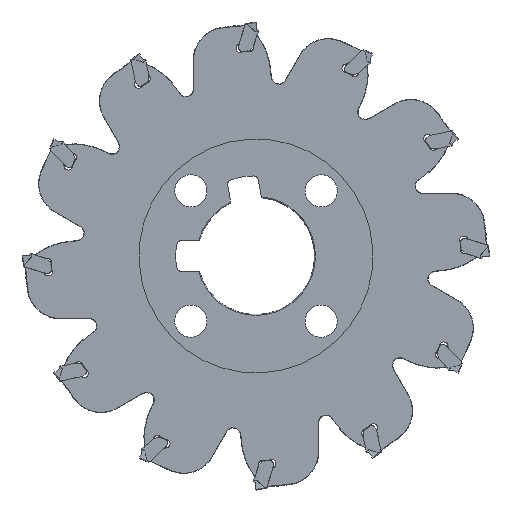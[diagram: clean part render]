
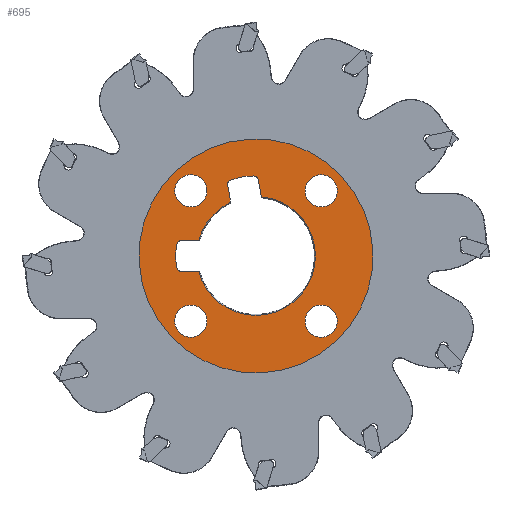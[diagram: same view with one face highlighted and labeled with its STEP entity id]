
A CAD part, top view. The second image highlights one B-rep face of the part: STEP entity #695.
In plain terms, the highlighted planar face has unit normal (0, 0, 1).
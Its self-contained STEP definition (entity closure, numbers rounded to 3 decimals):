
#180=PLANE('',#8541);
#345=FACE_BOUND('',#1732,.T.);
#346=FACE_BOUND('',#1733,.T.);
#347=FACE_BOUND('',#1734,.T.);
#348=FACE_BOUND('',#1735,.T.);
#349=FACE_BOUND('',#1736,.T.);
#350=FACE_BOUND('',#1737,.T.);
#695=ADVANCED_FACE('TB_SU_5',(#345,#346,#347,#348,#349,#350),#180,.T.);
#1732=EDGE_LOOP('',(#3882,#3883,#3884,#3885,#3886,#3887,#3888,#3889,#3890,
#3891,#3892,#3893,#3894,#3895,#3896,#3897,#3898,#3899));
#1733=EDGE_LOOP('',(#3900));
#1734=EDGE_LOOP('',(#3901));
#1735=EDGE_LOOP('',(#3902));
#1736=EDGE_LOOP('',(#3903));
#1737=EDGE_LOOP('',(#3904));
#2276=LINE('',#12786,#2896);
#2277=LINE('',#12794,#2897);
#2278=LINE('',#12806,#2898);
#2279=LINE('',#12814,#2899);
#2896=VECTOR('',#9872,1.);
#2897=VECTOR('',#9879,1.);
#2898=VECTOR('',#9890,1.);
#2899=VECTOR('',#9897,1.);
#3882=ORIENTED_EDGE('',*,*,#6932,.F.);
#3883=ORIENTED_EDGE('',*,*,#6933,.T.);
#3884=ORIENTED_EDGE('',*,*,#6934,.T.);
#3885=ORIENTED_EDGE('',*,*,#6935,.F.);
#3886=ORIENTED_EDGE('',*,*,#6936,.T.);
#3887=ORIENTED_EDGE('',*,*,#6937,.F.);
#3888=ORIENTED_EDGE('',*,*,#6938,.T.);
#3889=ORIENTED_EDGE('',*,*,#6939,.T.);
#3890=ORIENTED_EDGE('',*,*,#6940,.F.);
#3891=ORIENTED_EDGE('',*,*,#6941,.F.);
#3892=ORIENTED_EDGE('',*,*,#6942,.F.);
#3893=ORIENTED_EDGE('',*,*,#6943,.T.);
#3894=ORIENTED_EDGE('',*,*,#6944,.T.);
#3895=ORIENTED_EDGE('',*,*,#6945,.F.);
#3896=ORIENTED_EDGE('',*,*,#6946,.T.);
#3897=ORIENTED_EDGE('',*,*,#6947,.F.);
#3898=ORIENTED_EDGE('',*,*,#6948,.T.);
#3899=ORIENTED_EDGE('',*,*,#6949,.T.);
#3900=ORIENTED_EDGE('',*,*,#6950,.T.);
#3901=ORIENTED_EDGE('',*,*,#6951,.T.);
#3902=ORIENTED_EDGE('',*,*,#6952,.F.);
#3903=ORIENTED_EDGE('',*,*,#6953,.T.);
#3904=ORIENTED_EDGE('',*,*,#6954,.T.);
#6110=VERTEX_POINT('',#12782);
#6111=VERTEX_POINT('',#12783);
#6112=VERTEX_POINT('',#12785);
#6113=VERTEX_POINT('',#12787);
#6114=VERTEX_POINT('',#12789);
#6115=VERTEX_POINT('',#12791);
#6116=VERTEX_POINT('',#12793);
#6117=VERTEX_POINT('',#12795);
#6118=VERTEX_POINT('',#12797);
#6119=VERTEX_POINT('',#12799);
#6120=VERTEX_POINT('',#12801);
#6121=VERTEX_POINT('',#12803);
#6122=VERTEX_POINT('',#12805);
#6123=VERTEX_POINT('',#12807);
#6124=VERTEX_POINT('',#12809);
#6125=VERTEX_POINT('',#12811);
#6126=VERTEX_POINT('',#12813);
#6127=VERTEX_POINT('',#12815);
#6128=VERTEX_POINT('',#12818);
#6129=VERTEX_POINT('',#12820);
#6130=VERTEX_POINT('',#12822);
#6131=VERTEX_POINT('',#12824);
#6132=VERTEX_POINT('',#12826);
#6932=EDGE_CURVE('',#6110,#6111,#7862,.T.);
#6933=EDGE_CURVE('',#6110,#6112,#7863,.T.);
#6934=EDGE_CURVE('',#6112,#6113,#2276,.T.);
#6935=EDGE_CURVE('',#6114,#6113,#7864,.T.);
#6936=EDGE_CURVE('',#6114,#6115,#7865,.T.);
#6937=EDGE_CURVE('',#6116,#6115,#7866,.T.);
#6938=EDGE_CURVE('',#6116,#6117,#2277,.T.);
#6939=EDGE_CURVE('',#6117,#6118,#7867,.T.);
#6940=EDGE_CURVE('',#6119,#6118,#7868,.T.);
#6941=EDGE_CURVE('',#6120,#6119,#7869,.T.);
#6942=EDGE_CURVE('',#6121,#6120,#7870,.T.);
#6943=EDGE_CURVE('',#6121,#6122,#7871,.T.);
#6944=EDGE_CURVE('',#6122,#6123,#2278,.T.);
#6945=EDGE_CURVE('',#6124,#6123,#7872,.T.);
#6946=EDGE_CURVE('',#6124,#6125,#7873,.T.);
#6947=EDGE_CURVE('',#6126,#6125,#7874,.T.);
#6948=EDGE_CURVE('',#6126,#6127,#2279,.T.);
#6949=EDGE_CURVE('',#6127,#6111,#7875,.T.);
#6950=EDGE_CURVE('',#6128,#6128,#7876,.T.);
#6951=EDGE_CURVE('',#6129,#6129,#7877,.T.);
#6952=EDGE_CURVE('',#6130,#6130,#7878,.T.);
#6953=EDGE_CURVE('',#6131,#6131,#7879,.T.);
#6954=EDGE_CURVE('',#6132,#6132,#7880,.T.);
#7862=CIRCLE('',#8522,20.306);
#7863=CIRCLE('',#8523,0.5);
#7864=CIRCLE('',#8524,1.6);
#7865=CIRCLE('',#8525,22.);
#7866=CIRCLE('',#8526,1.6);
#7867=CIRCLE('',#8527,0.5);
#7868=CIRCLE('',#8528,20.306);
#7869=CIRCLE('',#8529,20.306);
#7870=CIRCLE('',#8530,20.306);
#7871=CIRCLE('',#8531,0.5);
#7872=CIRCLE('',#8532,1.6);
#7873=CIRCLE('',#8533,22.);
#7874=CIRCLE('',#8534,1.6);
#7875=CIRCLE('',#8535,0.5);
#7876=CIRCLE('',#8536,5.511);
#7877=CIRCLE('',#8537,5.511);
#7878=CIRCLE('',#8538,40.);
#7879=CIRCLE('',#8539,5.511);
#7880=CIRCLE('',#8540,5.511);
#8522=AXIS2_PLACEMENT_3D('',#12781,#9868,#9869);
#8523=AXIS2_PLACEMENT_3D('',#12784,#9870,#9871);
#8524=AXIS2_PLACEMENT_3D('',#12788,#9873,#9874);
#8525=AXIS2_PLACEMENT_3D('',#12790,#9875,#9876);
#8526=AXIS2_PLACEMENT_3D('',#12792,#9877,#9878);
#8527=AXIS2_PLACEMENT_3D('',#12796,#9880,#9881);
#8528=AXIS2_PLACEMENT_3D('',#12798,#9882,#9883);
#8529=AXIS2_PLACEMENT_3D('',#12800,#9884,#9885);
#8530=AXIS2_PLACEMENT_3D('',#12802,#9886,#9887);
#8531=AXIS2_PLACEMENT_3D('',#12804,#9888,#9889);
#8532=AXIS2_PLACEMENT_3D('',#12808,#9891,#9892);
#8533=AXIS2_PLACEMENT_3D('',#12810,#9893,#9894);
#8534=AXIS2_PLACEMENT_3D('',#12812,#9895,#9896);
#8535=AXIS2_PLACEMENT_3D('',#12816,#9898,#9899);
#8536=AXIS2_PLACEMENT_3D('',#12817,#9900,#9901);
#8537=AXIS2_PLACEMENT_3D('',#12819,#9902,#9903);
#8538=AXIS2_PLACEMENT_3D('',#12821,#9904,#9905);
#8539=AXIS2_PLACEMENT_3D('',#12823,#9906,#9907);
#8540=AXIS2_PLACEMENT_3D('',#12825,#9908,#9909);
#8541=AXIS2_PLACEMENT_3D('',#12827,#9910,#9911);
#9868=DIRECTION('',(0.,0.,1.));
#9869=DIRECTION('',(-0.292,-0.956,0.));
#9870=DIRECTION('',(0.,0.,1.));
#9871=DIRECTION('',(-0.292,-0.956,0.));
#9872=DIRECTION('',(-0.174,0.985,0.));
#9873=DIRECTION('',(0.,0.,1.));
#9874=DIRECTION('',(-0.292,-0.956,0.));
#9875=DIRECTION('',(0.,0.,-1.));
#9876=DIRECTION('',(-0.292,-0.956,0.));
#9877=DIRECTION('',(0.,0.,1.));
#9878=DIRECTION('',(-0.292,-0.956,0.));
#9879=DIRECTION('',(0.174,-0.985,0.));
#9880=DIRECTION('',(0.,0.,1.));
#9881=DIRECTION('',(-0.292,-0.956,0.));
#9882=DIRECTION('',(0.,0.,1.));
#9883=DIRECTION('',(-0.292,-0.956,0.));
#9884=DIRECTION('',(0.,0.,1.));
#9885=DIRECTION('',(-0.292,-0.956,0.));
#9886=DIRECTION('',(0.,0.,1.));
#9887=DIRECTION('',(-0.292,-0.956,0.));
#9888=DIRECTION('',(0.,0.,1.));
#9889=DIRECTION('',(-0.292,-0.956,0.));
#9890=DIRECTION('',(-1.,0.,0.));
#9891=DIRECTION('',(0.,0.,1.));
#9892=DIRECTION('',(-0.292,-0.956,0.));
#9893=DIRECTION('',(0.,0.,-1.));
#9894=DIRECTION('',(-0.292,-0.956,0.));
#9895=DIRECTION('',(0.,0.,1.));
#9896=DIRECTION('',(-0.292,-0.956,0.));
#9897=DIRECTION('',(1.,0.,0.));
#9898=DIRECTION('',(0.,0.,1.));
#9899=DIRECTION('',(-0.292,-0.956,0.));
#9900=DIRECTION('',(0.,0.,-1.));
#9901=DIRECTION('',(-0.292,-0.956,0.));
#9902=DIRECTION('',(0.,0.,-1.));
#9903=DIRECTION('',(-0.292,-0.956,0.));
#9904=DIRECTION('',(0.,0.,-1.));
#9905=DIRECTION('',(0.292,0.956,0.));
#9906=DIRECTION('',(0.,0.,-1.));
#9907=DIRECTION('',(-0.292,-0.956,0.));
#9908=DIRECTION('',(0.,0.,-1.));
#9909=DIRECTION('',(-0.292,-0.956,0.));
#9910=DIRECTION('',(0.,0.,1.));
#9911=DIRECTION('',(-0.292,-0.956,0.));
#12781=CARTESIAN_POINT('',(0.,0.,0.));
#12782=CARTESIAN_POINT('',(-8.651,18.371,0.));
#12783=CARTESIAN_POINT('',(-19.595,5.329,0.));
#12784=CARTESIAN_POINT('',(-9.15,18.349,0.));
#12785=CARTESIAN_POINT('',(-8.658,18.436,0.));
#12786=CARTESIAN_POINT('',(-6.45,5.916,0.));
#12787=CARTESIAN_POINT('',(-9.672,24.189,0.));
#12788=CARTESIAN_POINT('',(-8.097,24.466,0.));
#12789=CARTESIAN_POINT('',(-8.657,25.965,0.));
#12790=CARTESIAN_POINT('',(-0.945,5.361,0.));
#12791=CARTESIAN_POINT('',(-0.745,27.36,0.));
#12792=CARTESIAN_POINT('',(-0.76,25.76,0.));
#12793=CARTESIAN_POINT('',(0.816,26.038,0.));
#12794=CARTESIAN_POINT('',(4.038,7.765,0.));
#12795=CARTESIAN_POINT('',(1.83,20.285,0.));
#12796=CARTESIAN_POINT('',(2.323,20.372,0.));
#12797=CARTESIAN_POINT('',(1.846,20.222,0.));
#12798=CARTESIAN_POINT('',(0.,0.,0.));
#12799=CARTESIAN_POINT('',(20.306,0.,0.));
#12800=CARTESIAN_POINT('',(0.,0.,0.));
#12801=CARTESIAN_POINT('',(0.,-20.306,0.));
#12802=CARTESIAN_POINT('',(0.,0.,0.));
#12803=CARTESIAN_POINT('',(-19.595,-5.329,0.));
#12804=CARTESIAN_POINT('',(-19.659,-5.825,0.));
#12805=CARTESIAN_POINT('',(-19.659,-5.325,0.));
#12806=CARTESIAN_POINT('',(-40.,-5.325,0.));
#12807=CARTESIAN_POINT('',(-25.501,-5.325,0.));
#12808=CARTESIAN_POINT('',(-25.501,-3.725,0.));
#12809=CARTESIAN_POINT('',(-27.074,-4.017,0.));
#12810=CARTESIAN_POINT('',(-5.444,0.,0.));
#12811=CARTESIAN_POINT('',(-27.074,4.017,0.));
#12812=CARTESIAN_POINT('',(-25.501,3.725,0.));
#12813=CARTESIAN_POINT('',(-25.501,5.325,0.));
#12814=CARTESIAN_POINT('',(-40.,5.325,0.));
#12815=CARTESIAN_POINT('',(-19.659,5.325,0.));
#12816=CARTESIAN_POINT('',(-19.659,5.825,0.));
#12817=CARTESIAN_POINT('',(-22.274,22.274,0.));
#12818=CARTESIAN_POINT('',(-23.885,17.004,0.));
#12819=CARTESIAN_POINT('',(22.274,-22.274,0.));
#12820=CARTESIAN_POINT('',(20.663,-27.544,0.));
#12821=CARTESIAN_POINT('',(0.,0.,0.));
#12822=CARTESIAN_POINT('',(11.695,38.252,0.));
#12823=CARTESIAN_POINT('',(22.274,22.274,0.));
#12824=CARTESIAN_POINT('',(20.663,17.004,0.));
#12825=CARTESIAN_POINT('',(-22.274,-22.274,0.));
#12826=CARTESIAN_POINT('',(-23.885,-27.544,0.));
#12827=CARTESIAN_POINT('',(-40.,0.,0.));
